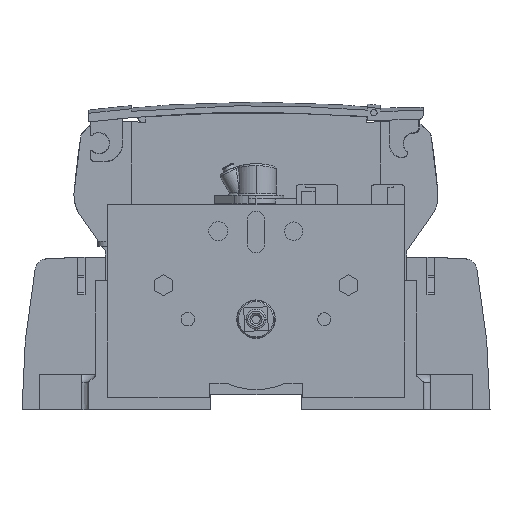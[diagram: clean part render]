
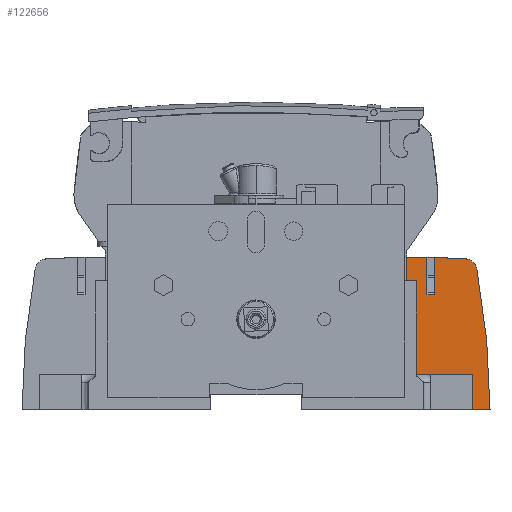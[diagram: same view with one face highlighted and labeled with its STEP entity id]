
A CAD part, front view. The second image highlights one B-rep face of the part: STEP entity #122656.
In plain terms, the highlighted planar face has unit normal (0, -1, 0).
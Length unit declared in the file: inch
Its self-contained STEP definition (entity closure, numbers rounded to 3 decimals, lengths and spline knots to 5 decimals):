
#959 = LINE ( 'NONE', #107503, #24634 ) ;
#2838 = ORIENTED_EDGE ( 'NONE', *, *, #53204, .T. ) ;
#3091 = CARTESIAN_POINT ( 'NONE',  ( 2.17323, -1.87007, 0.6122 ) ) ;
#3262 = DIRECTION ( 'NONE',  ( 0., 0., -1. ) ) ;
#4303 = CARTESIAN_POINT ( 'NONE',  ( 2.50984, -1.87007, -0.8563 ) ) ;
#4712 = B_SPLINE_CURVE_WITH_KNOTS ( 'NONE', 3,
 ( #43721, #104125, #74182, #13781, #84309, #23931, #94439, #34030 ),
 .UNSPECIFIED., .F., .F.,
 ( 4, 2, 2, 4 ),
 ( 0., 0.5, 0.75, 1. ),
 .UNSPECIFIED. ) ;
#5089 = VERTEX_POINT ( 'NONE', #48327 ) ;
#5975 = CARTESIAN_POINT ( 'NONE',  ( 2.531, -1.87007, 0.97821 ) ) ;
#13781 = CARTESIAN_POINT ( 'NONE',  ( 3.62504, -1.87005, -0.48655 ) ) ;
#14788 = VECTOR ( 'NONE', #100418, 39.37008 ) ;
#15602 = CARTESIAN_POINT ( 'NONE',  ( 2.3622, -1.87007, 1.0788 ) ) ;
#16125 = CARTESIAN_POINT ( 'NONE',  ( 2.52186, -1.87007, 0.97817 ) ) ;
#19718 = DIRECTION ( 'NONE',  ( 1., 0., 0. ) ) ;
#22618 = EDGE_CURVE ( 'NONE', #5089, #118772, #68451, .T. ) ;
#23003 = DIRECTION ( 'NONE',  ( 1., 0., 0. ) ) ;
#23554 = VECTOR ( 'NONE', #82771, 39.37008 ) ;
#23931 = CARTESIAN_POINT ( 'NONE',  ( 3.6567, -1.87006, -1.03863 ) ) ;
#24634 = VECTOR ( 'NONE', #117648, 39.37008 ) ;
#24826 = CARTESIAN_POINT ( 'NONE',  ( 3.38583, -1.87007, -0.8563 ) ) ;
#25544 = CARTESIAN_POINT ( 'NONE',  ( 2.95847, -1.87007, 0.97242 ) ) ;
#25757 = DIRECTION ( 'NONE',  ( 1., 0., 0. ) ) ;
#25865 = VECTOR ( 'NONE', #28481, 39.37008 ) ;
#26265 = CARTESIAN_POINT ( 'NONE',  ( 2.51968, -1.87007, 0.97816 ) ) ;
#28071 = EDGE_CURVE ( 'NONE', #124148, #42100, #50401, .T. ) ;
#28481 = DIRECTION ( 'NONE',  ( 0., 0., -1. ) ) ;
#28852 = ORIENTED_EDGE ( 'NONE', *, *, #83955, .T. ) ;
#29699 = LINE ( 'NONE', #73845, #103752 ) ;
#30577 = CARTESIAN_POINT ( 'NONE',  ( 2.50984, -1.87007, 0.6122 ) ) ;
#31938 = VERTEX_POINT ( 'NONE', #129706 ) ;
#34030 = CARTESIAN_POINT ( 'NONE',  ( 3.66142, -1.87007, -1.40748 ) ) ;
#34377 = VERTEX_POINT ( 'NONE', #93619 ) ;
#36354 = CARTESIAN_POINT ( 'NONE',  ( 2.47333, -1.87007, 0.97793 ) ) ;
#40725 = VERTEX_POINT ( 'NONE', #86957 ) ;
#42013 = ORIENTED_EDGE ( 'NONE', *, *, #68745, .T. ) ;
#42100 = VERTEX_POINT ( 'NONE', #24826 ) ;
#43167 = ORIENTED_EDGE ( 'NONE', *, *, #100845, .F. ) ;
#43721 = CARTESIAN_POINT ( 'NONE',  ( 3.45633, -1.87007, 0.79304 ) ) ;
#44045 = ORIENTED_EDGE ( 'NONE', *, *, #116848, .T. ) ;
#44225 = CARTESIAN_POINT ( 'NONE',  ( 2.79704, -1.87007, 0.9759 ) ) ;
#44864 = LINE ( 'NONE', #49220, #111245 ) ;
#45320 = DIRECTION ( 'NONE',  ( 0., -1., 0. ) ) ;
#45910 = CARTESIAN_POINT ( 'NONE',  ( 2.79704, -1.87007, 0.3964 ) ) ;
#46509 = CARTESIAN_POINT ( 'NONE',  ( 2.3622, -1.87007, 0.97662 ) ) ;
#48327 = CARTESIAN_POINT ( 'NONE',  ( 2.6754, -1.87007, 0.3964 ) ) ;
#49220 = CARTESIAN_POINT ( 'NONE',  ( 3.38583, -1.87007, 1.0788 ) ) ;
#50401 = LINE ( 'NONE', #52370, #23554 ) ;
#51303 = VERTEX_POINT ( 'NONE', #102969 ) ;
#51776 = VERTEX_POINT ( 'NONE', #30577 ) ;
#52370 = CARTESIAN_POINT ( 'NONE',  ( 2.3622, -1.87007, -0.8563 ) ) ;
#52695 = LINE ( 'NONE', #63709, #25865 ) ;
#53204 = EDGE_CURVE ( 'NONE', #55752, #5089, #85577, .T. ) ;
#55727 = PLANE ( 'NONE',  #77542 ) ;
#55752 = VERTEX_POINT ( 'NONE', #45910 ) ;
#57031 = AXIS2_PLACEMENT_3D ( 'NONE', #105743, #45320, #115888 ) ;
#57950 = ORIENTED_EDGE ( 'NONE', *, *, #104726, .F. ) ;
#59856 = CARTESIAN_POINT ( 'NONE',  ( 2.6754, -1.87007, 1.0788 ) ) ;
#61685 = EDGE_CURVE ( 'NONE', #34377, #40725, #90387, .T. ) ;
#62594 = EDGE_CURVE ( 'NONE', #51303, #51776, #117027, .T. ) ;
#63141 = EDGE_LOOP ( 'NONE', ( #128496, #97226, #57950, #128128, #28852, #77726, #43167, #89555, #44045, #42013, #2838, #75479, #65077 ) ) ;
#63709 = CARTESIAN_POINT ( 'NONE',  ( 2.3622, -1.87007, 1.0788 ) ) ;
#65077 = ORIENTED_EDGE ( 'NONE', *, *, #90609, .T. ) ;
#65636 = CARTESIAN_POINT ( 'NONE',  ( 3.28066, -1.87007, 0.9545 ) ) ;
#65859 = CARTESIAN_POINT ( 'NONE',  ( 2.6754, -1.87007, 0.97784 ) ) ;
#66349 = CARTESIAN_POINT ( 'NONE',  ( 2.5431, -1.87007, 0.97826 ) ) ;
#68451 = LINE ( 'NONE', #59856, #14788 ) ;
#68745 = EDGE_CURVE ( 'NONE', #90438, #55752, #29699, .T. ) ;
#73845 = CARTESIAN_POINT ( 'NONE',  ( 2.79704, -1.87007, 1.0788 ) ) ;
#74182 = CARTESIAN_POINT ( 'NONE',  ( 3.57245, -1.87006, 0.064 ) ) ;
#75479 = ORIENTED_EDGE ( 'NONE', *, *, #22618, .T. ) ;
#76525 = CARTESIAN_POINT ( 'NONE',  ( 2.52492, -1.87007, 0.97819 ) ) ;
#77542 = AXIS2_PLACEMENT_3D ( 'NONE', #15602, #86115, #25757 ) ;
#77726 = ORIENTED_EDGE ( 'NONE', *, *, #61685, .T. ) ;
#78473 = VERTEX_POINT ( 'NONE', #89301 ) ;
#79130 = B_SPLINE_CURVE_WITH_KNOTS ( 'NONE', 3,
 ( #65636, #126084, #25544, #96065 ),
 .UNSPECIFIED., .F., .F.,
 ( 4, 4 ),
 ( 0., 1. ),
 .UNSPECIFIED. ) ;
#82771 = DIRECTION ( 'NONE',  ( 1., 0., 0. ) ) ;
#83955 = EDGE_CURVE ( 'NONE', #42100, #34377, #44864, .T. ) ;
#84309 = CARTESIAN_POINT ( 'NONE',  ( 3.63852, -1.87005, -0.67041 ) ) ;
#85577 = LINE ( 'NONE', #100377, #112431 ) ;
#86115 = DIRECTION ( 'NONE',  ( 0., -1., 0. ) ) ;
#86140 = CARTESIAN_POINT ( 'NONE',  ( 2.6512, -1.87007, 0.97808 ) ) ;
#86625 = CARTESIAN_POINT ( 'NONE',  ( 2.52055, -1.87007, 0.97817 ) ) ;
#86957 = CARTESIAN_POINT ( 'NONE',  ( 3.66142, -1.87007, -1.40748 ) ) ;
#87811 = EDGE_CURVE ( 'NONE', #123781, #51303, #52695, .T. ) ;
#89301 = CARTESIAN_POINT ( 'NONE',  ( 3.45633, -1.87007, 0.79304 ) ) ;
#89555 = ORIENTED_EDGE ( 'NONE', *, *, #102788, .T. ) ;
#90235 = CARTESIAN_POINT ( 'NONE',  ( 2.65748, -1.87007, -1.40748 ) ) ;
#90257 = VECTOR ( 'NONE', #23003, 39.37008 ) ;
#90387 = LINE ( 'NONE', #90235, #117153 ) ;
#90438 = VERTEX_POINT ( 'NONE', #44225 ) ;
#90609 = EDGE_CURVE ( 'NONE', #118772, #123781, #101083, .T. ) ;
#93619 = CARTESIAN_POINT ( 'NONE',  ( 3.38583, -1.87007, -1.40748 ) ) ;
#94439 = CARTESIAN_POINT ( 'NONE',  ( 3.66138, -1.87006, -1.22303 ) ) ;
#96065 = CARTESIAN_POINT ( 'NONE',  ( 2.79704, -1.87007, 0.9759 ) ) ;
#96346 = CARTESIAN_POINT ( 'NONE',  ( 2.61348, -1.87007, 0.97831 ) ) ;
#96792 = CARTESIAN_POINT ( 'NONE',  ( 2.51916, -1.87007, 0.97816 ) ) ;
#97226 = ORIENTED_EDGE ( 'NONE', *, *, #62594, .T. ) ;
#100377 = CARTESIAN_POINT ( 'NONE',  ( 2.3622, -1.87007, 0.3964 ) ) ;
#100418 = DIRECTION ( 'NONE',  ( 0., 0., 1. ) ) ;
#100845 = EDGE_CURVE ( 'NONE', #78473, #40725, #4712, .T. ) ;
#101083 = B_SPLINE_CURVE_WITH_KNOTS ( 'NONE', 3,
 ( #65859, #86140, #96346, #126815, #66349, #5975, #76525, #16125, #86625, #26265, #96792, #36354, #106913, #46509 ),
 .UNSPECIFIED., .F., .F.,
 ( 4, 1, 1, 1, 1, 1, 1, 2, 2, 4 ),
 ( 0., 0.25, 0.375, 0.4375, 0.46875, 0.48438, 0.49219, 0.49609, 0.5, 1. ),
 .UNSPECIFIED. ) ;
#102788 = EDGE_CURVE ( 'NONE', #78473, #31938, #114779, .T. ) ;
#102969 = CARTESIAN_POINT ( 'NONE',  ( 2.3622, -1.87007, 0.6122 ) ) ;
#103752 = VECTOR ( 'NONE', #3262, 39.37008 ) ;
#104125 = CARTESIAN_POINT ( 'NONE',  ( 3.52119, -1.87007, 0.42961 ) ) ;
#104726 = EDGE_CURVE ( 'NONE', #124148, #51776, #959, .T. ) ;
#105743 = CARTESIAN_POINT ( 'NONE',  ( 3.26254, -1.87007, 0.75845 ) ) ;
#106913 = CARTESIAN_POINT ( 'NONE',  ( 2.42113, -1.87007, 0.97742 ) ) ;
#107503 = CARTESIAN_POINT ( 'NONE',  ( 2.50984, -1.87007, -0.8563 ) ) ;
#110088 = DIRECTION ( 'NONE',  ( -1., 0., 0. ) ) ;
#110264 = CARTESIAN_POINT ( 'NONE',  ( 2.3622, -1.87007, 0.97662 ) ) ;
#111245 = VECTOR ( 'NONE', #119772, 39.37008 ) ;
#112431 = VECTOR ( 'NONE', #110088, 39.37008 ) ;
#114779 = CIRCLE ( 'NONE', #57031, 0.19685 ) ;
#115318 = FACE_OUTER_BOUND ( 'NONE', #63141, .T. ) ;
#115888 = DIRECTION ( 'NONE',  ( 1., 0., 0. ) ) ;
#116848 = EDGE_CURVE ( 'NONE', #31938, #90438, #79130, .T. ) ;
#117027 = LINE ( 'NONE', #3091, #90257 ) ;
#117153 = VECTOR ( 'NONE', #19718, 39.37008 ) ;
#117648 = DIRECTION ( 'NONE',  ( 0., 0., 1. ) ) ;
#118772 = VERTEX_POINT ( 'NONE', #122673 ) ;
#119772 = DIRECTION ( 'NONE',  ( 0., 0., -1. ) ) ;
#122656 = ADVANCED_FACE ( 'NONE', ( #115318 ), #55727, .T. ) ;
#122673 = CARTESIAN_POINT ( 'NONE',  ( 2.6754, -1.87007, 0.97784 ) ) ;
#123781 = VERTEX_POINT ( 'NONE', #110264 ) ;
#124148 = VERTEX_POINT ( 'NONE', #4303 ) ;
#126084 = CARTESIAN_POINT ( 'NONE',  ( 3.11968, -1.87007, 0.9653 ) ) ;
#126815 = CARTESIAN_POINT ( 'NONE',  ( 2.56697, -1.87007, 0.97832 ) ) ;
#128128 = ORIENTED_EDGE ( 'NONE', *, *, #28071, .T. ) ;
#128496 = ORIENTED_EDGE ( 'NONE', *, *, #87811, .T. ) ;
#129706 = CARTESIAN_POINT ( 'NONE',  ( 3.28066, -1.87007, 0.9545 ) ) ;
